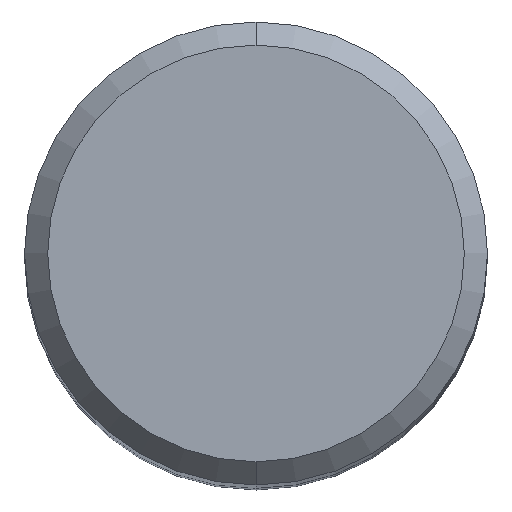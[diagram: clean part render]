
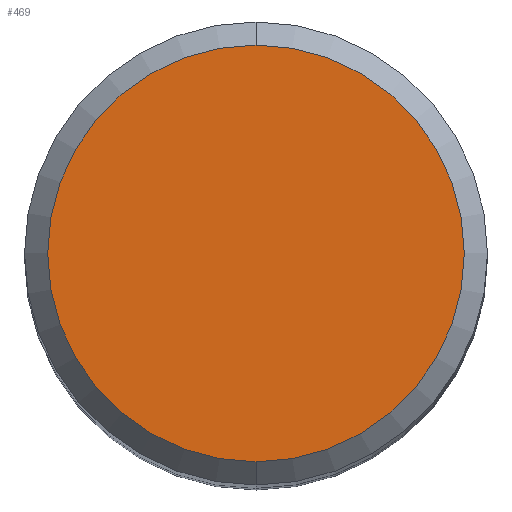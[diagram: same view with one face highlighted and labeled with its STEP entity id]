
A CAD part, top view. The second image highlights one B-rep face of the part: STEP entity #469.
In plain terms, the highlighted planar face has unit normal (0, 0, 1).
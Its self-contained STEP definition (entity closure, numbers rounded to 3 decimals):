
#255=VERTEX_POINT('',#621);
#467=EDGE_CURVE('',#255,#503,#858,.T.);
#469=ADVANCED_FACE('',(#860),#861,.T.);
#499=EDGE_CURVE('',#503,#255,#892,.T.);
#503=VERTEX_POINT('',#896);
#621=CARTESIAN_POINT('',(0.0,5.4,0.0));
#858=CIRCLE('',#1566,5.4);
#860=FACE_OUTER_BOUND('',#1568,.T.);
#861=PLANE('',#1569);
#892=CIRCLE('',#1649,5.4);
#896=CARTESIAN_POINT('',(0.,-5.4,0.0));
#1566=AXIS2_PLACEMENT_3D('',#2078,#2079,#2080);
#1568=EDGE_LOOP('',(#2082,#2083));
#1569=AXIS2_PLACEMENT_3D('',#2084,#2085,#2086);
#1649=AXIS2_PLACEMENT_3D('',#2109,#2110,#2111);
#2078=CARTESIAN_POINT('',(0.0,0.0,0.0));
#2079=DIRECTION('',(0.0,0.0,-1.0));
#2080=DIRECTION('',(0.0,1.0,0.0));
#2082=ORIENTED_EDGE('',*,*,#467,.F.);
#2083=ORIENTED_EDGE('',*,*,#499,.F.);
#2084=CARTESIAN_POINT('',(0.0,2.7,0.0));
#2085=DIRECTION('',(-0.0,0.0,1.0));
#2086=DIRECTION('',(0.0,-1.0,0.0));
#2109=CARTESIAN_POINT('',(0.0,0.0,0.0));
#2110=DIRECTION('',(0.0,0.0,-1.0));
#2111=DIRECTION('',(0.0,1.0,0.0));
